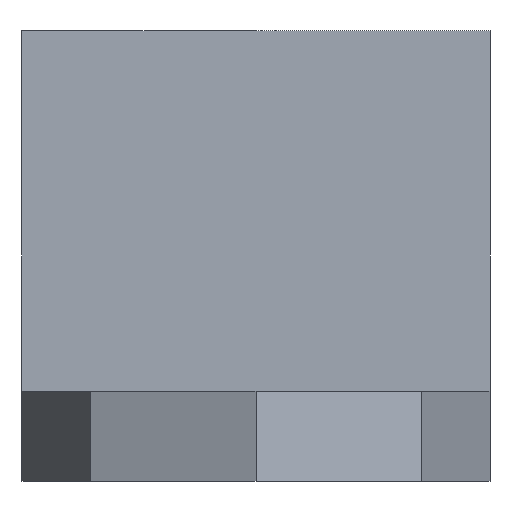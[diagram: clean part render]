
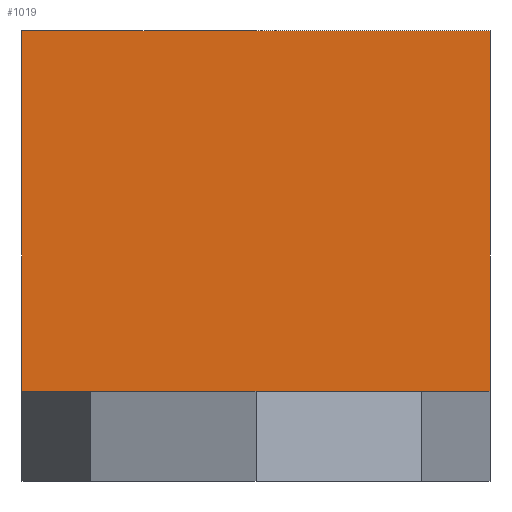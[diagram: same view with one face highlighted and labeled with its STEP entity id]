
A CAD part, front view. The second image highlights one B-rep face of the part: STEP entity #1019.
In plain terms, the highlighted planar face has unit normal (0, -1, 0).
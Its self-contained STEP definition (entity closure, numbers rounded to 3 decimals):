
#72 = VERTEX_POINT('',#73);
#73 = CARTESIAN_POINT('',(2.6,-5.2,5.));
#79 = EDGE_CURVE('',#72,#80,#82,.T.);
#80 = VERTEX_POINT('',#81);
#81 = CARTESIAN_POINT('',(2.6,-5.2,1.));
#82 = LINE('',#83,#84);
#83 = CARTESIAN_POINT('',(2.6,-5.2,5.));
#84 = VECTOR('',#85,1.);
#85 = DIRECTION('',(0.,0.,-1.));
#328 = VERTEX_POINT('',#329);
#329 = CARTESIAN_POINT('',(-2.6,-5.2,1.));
#335 = EDGE_CURVE('',#328,#336,#338,.T.);
#336 = VERTEX_POINT('',#337);
#337 = CARTESIAN_POINT('',(-2.6,-5.2,5.));
#338 = LINE('',#339,#340);
#339 = CARTESIAN_POINT('',(-2.6,-5.2,1.));
#340 = VECTOR('',#341,1.);
#341 = DIRECTION('',(0.,0.,1.));
#632 = EDGE_CURVE('',#80,#328,#633,.T.);
#633 = LINE('',#634,#635);
#634 = CARTESIAN_POINT('',(2.6,-5.2,1.));
#635 = VECTOR('',#636,1.);
#636 = DIRECTION('',(-1.,0.,0.));
#996 = EDGE_CURVE('',#336,#72,#997,.T.);
#997 = LINE('',#998,#999);
#998 = CARTESIAN_POINT('',(-2.6,-5.2,5.));
#999 = VECTOR('',#1000,1.);
#1000 = DIRECTION('',(1.,0.,0.));
#1019 = ADVANCED_FACE('',(#1020),#1026,.T.);
#1020 = FACE_BOUND('',#1021,.T.);
#1021 = EDGE_LOOP('',(#1022,#1023,#1024,#1025));
#1022 = ORIENTED_EDGE('',*,*,#335,.F.);
#1023 = ORIENTED_EDGE('',*,*,#632,.F.);
#1024 = ORIENTED_EDGE('',*,*,#79,.F.);
#1025 = ORIENTED_EDGE('',*,*,#996,.F.);
#1026 = PLANE('',#1027);
#1027 = AXIS2_PLACEMENT_3D('',#1028,#1029,#1030);
#1028 = CARTESIAN_POINT('',(0.,-5.2,3.));
#1029 = DIRECTION('',(-0.,-1.,-0.));
#1030 = DIRECTION('',(0.,0.,-1.));
